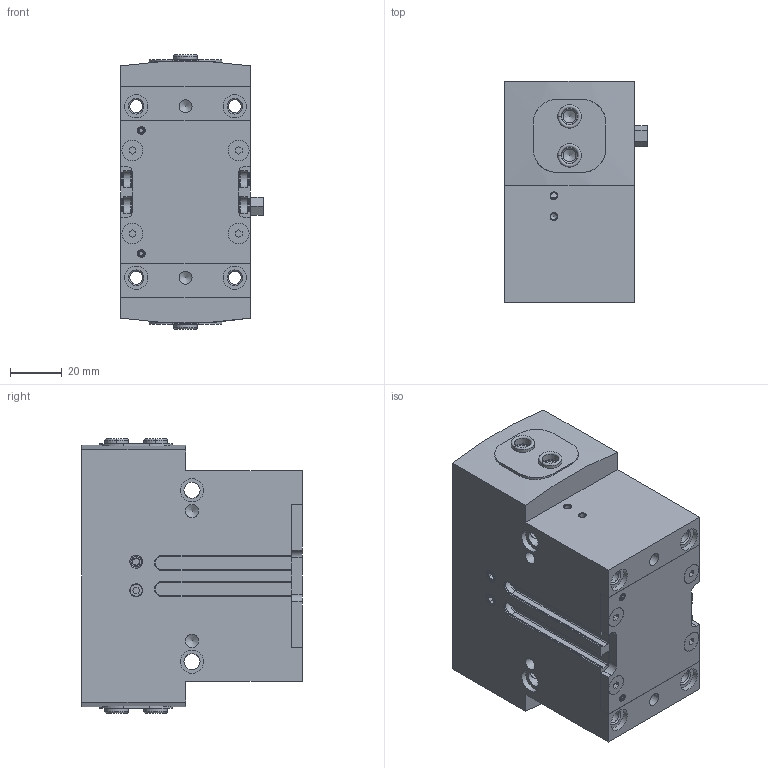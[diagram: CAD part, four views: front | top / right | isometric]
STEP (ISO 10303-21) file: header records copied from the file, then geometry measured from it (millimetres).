
FILE_DESCRIPTION(/* description */ ('STEP AP214'),/* implementation_level */ '2;1');
FILE_NAME(/* name */ '1132950_HGPD-40-A-G2',/* time_stamp */ '2024-08-29T05:54:58+02:00',/* author */ ('License CC BY-ND 4.0'),/* organization */ ('CADENAS'),/* preprocessor_version */ 'ST-DEVELOPER v19.3',/* originating_system */ 'PARTsolutions',/* authorisation */ ' ');
FILE_SCHEMA (('AUTOMOTIVE_DESIGN {1 0 10303 214 3 1 1}'));
Length unit declared in the file: millimetre
Products named in the file (7): 1132950 HGPD-40-A-G2---(0); 1132950 HGPD-40-A-G2 (g)---(0); 1132950 HGPD-40-A-G2 (b); 8137184 ZBH-9-B; 1150401 (f); DIN-913 - M5x4; DIN-913 - M3x4
Assembly tree (11 placements, depth 2):
  1132950 HGPD-40-A-G2---(0)
    1132950 HGPD-40-A-G2 (g)---(0)
    1132950 HGPD-40-A-G2 (b)  x2
    8137184 ZBH-9-B  x4
    1150401 (f)
    DIN-913 - M5x4
    DIN-913 - M3x4  x2
Bounding box: 55 x 85 x 105.6 mm (x, y, z)
Volume: 360573 mm3; surface area: 67761.3 mm2
Topology: 11 solids, 11 shells, 453 faces, 1019 edges, 639 vertices
Faces by surface type: plane 239, cylinder 129, cone 57, torus 28
Full cylindrical faces by diameter (mm): 2.459 x6, 3 x2, 4.134 x4, 4.917 x8, 5 x8, 5.1 x8, 6 x1, 6.2 x2, 8 x4, 8.5 x4, 9 x10, 9.4 x4, 10.4 x2
Entity records: 12988 total; most frequent: CARTESIAN_POINT 2021, DIRECTION 1828, ORIENTED_EDGE 1574, EDGE_CURVE 787, AXIS2_PLACEMENT_3D 674, FACE_BOUND 566, EDGE_LOOP 558, VERTEX_POINT 557
